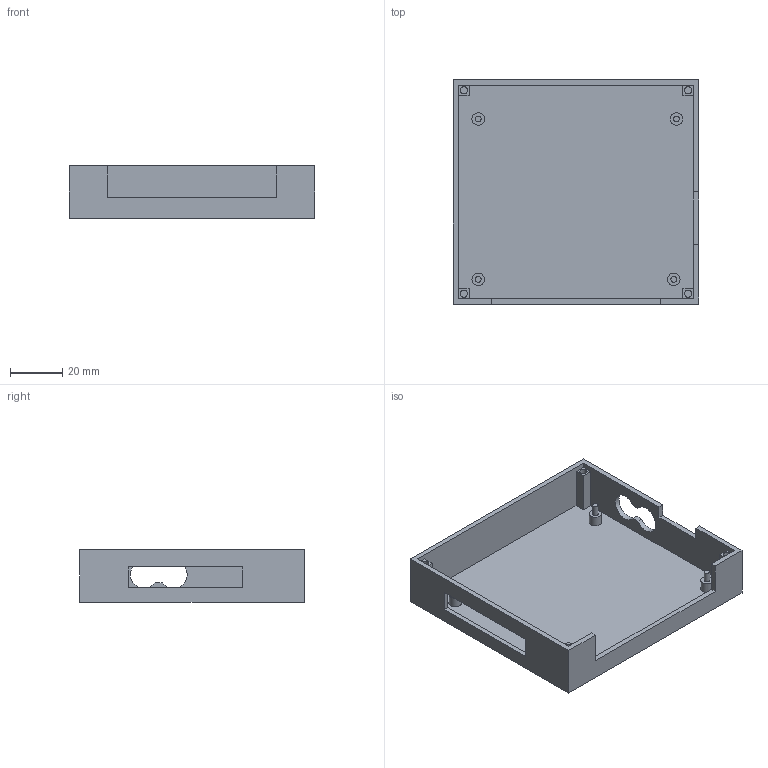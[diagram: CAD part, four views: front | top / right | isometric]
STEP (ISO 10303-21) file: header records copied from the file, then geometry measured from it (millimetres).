
FILE_DESCRIPTION(/* description */ (''),/* implementation_level */ '2;1');
FILE_NAME(/* name */ 'ESP32-A1S Case (Base).step',/* time_stamp */ '2022-04-09T00:09:43-07:00',/* author */ (''),/* organization */ (''),/* preprocessor_version */ 'ST-DEVELOPER v18.1',/* originating_system */ 'Autodesk Translation Framework v10.13.0.1454',/* authorisation */ '');
FILE_SCHEMA (('AUTOMOTIVE_DESIGN { 1 0 10303 214 3 1 1 }'));
Length unit declared in the file: millimetre
Products named in the file (1): ESP32-A1S Case
Bounding box: 94 x 86 x 20 mm (x, y, z)
Volume: 27042.3 mm3; surface area: 27970.4 mm2
Topology: 1 solids, 1 shells, 62 faces, 144 edges, 96 vertices
Faces by surface type: plane 48, cylinder 14
Full cylindrical faces by diameter (mm): 2.2 x4, 2.8 x4, 4.8 x4
Entity records: 1793 total; most frequent: CARTESIAN_POINT 303, DIRECTION 298, ORIENTED_EDGE 288, EDGE_CURVE 144, LINE 116, VECTOR 116, VERTEX_POINT 96, AXIS2_PLACEMENT_3D 91
